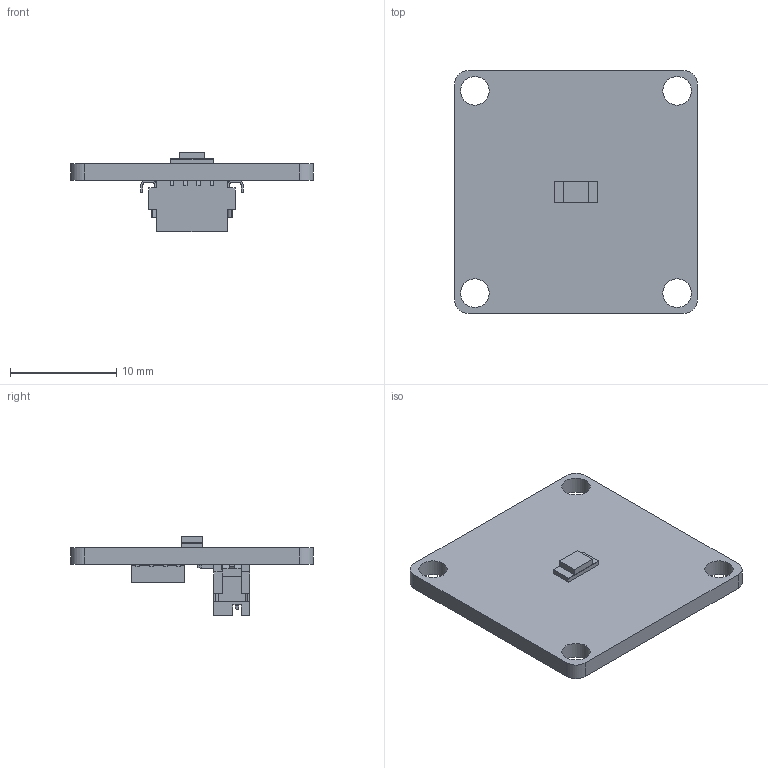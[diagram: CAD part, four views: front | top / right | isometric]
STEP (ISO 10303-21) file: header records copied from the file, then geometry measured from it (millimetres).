
FILE_DESCRIPTION(('Open CASCADE Model'),'2;1');
FILE_NAME('Open CASCADE Shape Model','2018-02-20T10:41:17',('Author'),( 'Open CASCADE'),'Open CASCADE STEP processor 6.8','Open CASCADE 6.8' ,'Unknown');
FILE_SCHEMA(('AUTOMOTIVE_DESIGN { 1 0 10303 214 1 1 1 1 }'));
Length unit declared in the file: millimetre
Products named in the file (16): PCB; Board; J1; DF13-4P-1.25V2; D2; 1135458408; Extruded; 1135458544; D1; 1135458000; 1135458136; 1135458272
Assembly tree (18 placements, depth 4):
  PCB
    Board
    J1
      DF13-4P-1.25V2
    D2
      1135458408  x4
        Extruded
      1135458544
        Extruded
    D1
      1135458000
        Extruded
      1135458136
        Extruded
      1135458272
        Extruded
Bounding box: 22.86 x 22.86 x 7.44 mm (x, y, z)
Volume: 897.6 mm3; surface area: 1613.3 mm2
Topology: 10 solids, 10 shells, 344 faces, 904 edges, 584 vertices
Faces by surface type: plane 296, cylinder 44, cone 4
Full cylindrical faces by diameter (mm): 2.692 x4
Entity records: 27429 total; most frequent: CARTESIAN_POINT 7829, DIRECTION 3174, LINE 2250, VECTOR 2250, ORIENTED_EDGE 1736, PCURVE 1736, DEFINITIONAL_REPRESENTATION 1736, EDGE_CURVE 868
